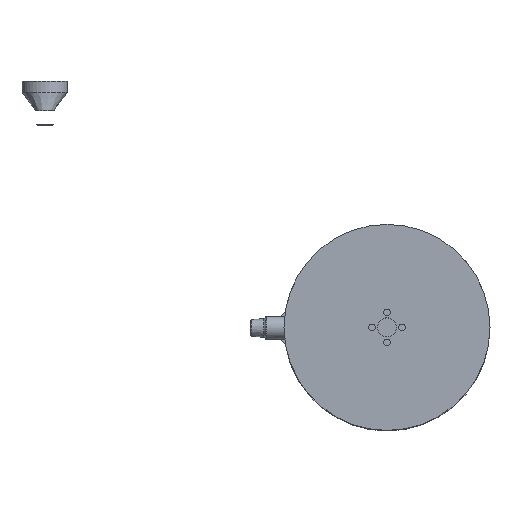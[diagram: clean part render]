
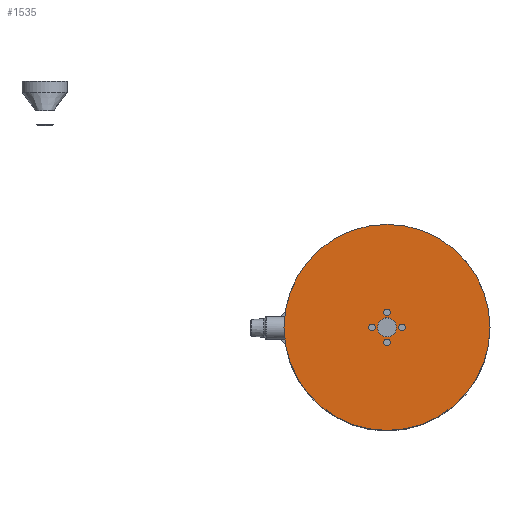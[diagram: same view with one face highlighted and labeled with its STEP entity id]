
A CAD part, top view. The second image highlights one B-rep face of the part: STEP entity #1535.
In plain terms, the highlighted face is planar.
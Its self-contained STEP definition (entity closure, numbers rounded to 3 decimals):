
#97=FACE_BOUND('',#412,.T.);
#98=FACE_BOUND('',#413,.T.);
#99=FACE_BOUND('',#414,.T.);
#100=FACE_BOUND('',#415,.T.);
#101=FACE_BOUND('',#416,.T.);
#162=CIRCLE('',#1706,5.1);
#164=CIRCLE('',#1709,1.75);
#166=CIRCLE('',#1712,1.75);
#168=CIRCLE('',#1715,1.75);
#170=CIRCLE('',#1718,1.75);
#178=CIRCLE('',#1734,55.);
#307=FACE_OUTER_BOUND('',#411,.T.);
#411=EDGE_LOOP('',(#1307));
#412=EDGE_LOOP('',(#1308));
#413=EDGE_LOOP('',(#1309));
#414=EDGE_LOOP('',(#1310));
#415=EDGE_LOOP('',(#1311));
#416=EDGE_LOOP('',(#1312));
#725=VERTEX_POINT('',#3002);
#727=VERTEX_POINT('',#3008);
#729=VERTEX_POINT('',#3014);
#731=VERTEX_POINT('',#3020);
#733=VERTEX_POINT('',#3026);
#741=VERTEX_POINT('',#3055);
#911=EDGE_CURVE('',#725,#725,#162,.T.);
#914=EDGE_CURVE('',#727,#727,#164,.T.);
#917=EDGE_CURVE('',#729,#729,#166,.T.);
#920=EDGE_CURVE('',#731,#731,#168,.T.);
#923=EDGE_CURVE('',#733,#733,#170,.T.);
#937=EDGE_CURVE('',#741,#741,#178,.T.);
#1307=ORIENTED_EDGE('',*,*,#937,.F.);
#1308=ORIENTED_EDGE('',*,*,#911,.T.);
#1309=ORIENTED_EDGE('',*,*,#914,.T.);
#1310=ORIENTED_EDGE('',*,*,#917,.T.);
#1311=ORIENTED_EDGE('',*,*,#920,.T.);
#1312=ORIENTED_EDGE('',*,*,#923,.T.);
#1457=PLANE('',#1735);
#1535=ADVANCED_FACE('',(#307,#97,#98,#99,#100,#101),#1457,.F.);
#1706=AXIS2_PLACEMENT_3D('',#3003,#2067,#2068);
#1709=AXIS2_PLACEMENT_3D('',#3009,#2074,#2075);
#1712=AXIS2_PLACEMENT_3D('',#3015,#2081,#2082);
#1715=AXIS2_PLACEMENT_3D('',#3021,#2088,#2089);
#1718=AXIS2_PLACEMENT_3D('',#3027,#2095,#2096);
#1734=AXIS2_PLACEMENT_3D('',#3057,#2133,#2134);
#1735=AXIS2_PLACEMENT_3D('',#3058,#2135,#2136);
#2067=DIRECTION('center_axis',(0.,0.,1.));
#2068=DIRECTION('ref_axis',(-1.,0.,0.));
#2074=DIRECTION('center_axis',(0.,0.,1.));
#2075=DIRECTION('ref_axis',(-1.,0.,0.));
#2081=DIRECTION('center_axis',(0.,0.,1.));
#2082=DIRECTION('ref_axis',(-1.,0.,0.));
#2088=DIRECTION('center_axis',(0.,0.,1.));
#2089=DIRECTION('ref_axis',(-1.,0.,0.));
#2095=DIRECTION('center_axis',(0.,0.,1.));
#2096=DIRECTION('ref_axis',(-1.,0.,0.));
#2133=DIRECTION('center_axis',(0.,0.,1.));
#2134=DIRECTION('ref_axis',(1.,0.,0.));
#2135=DIRECTION('center_axis',(0.,0.,1.));
#2136=DIRECTION('ref_axis',(1.,0.,0.));
#3002=CARTESIAN_POINT('',(5.1,0.,0.));
#3003=CARTESIAN_POINT('Origin',(0.,0.,0.));
#3008=CARTESIAN_POINT('',(9.75,0.,0.));
#3009=CARTESIAN_POINT('Origin',(8.,0.,0.));
#3014=CARTESIAN_POINT('',(1.75,-8.,0.));
#3015=CARTESIAN_POINT('Origin',(0.,-8.,0.));
#3020=CARTESIAN_POINT('',(1.75,8.,0.));
#3021=CARTESIAN_POINT('Origin',(0.,8.,0.));
#3026=CARTESIAN_POINT('',(-6.25,0.,0.));
#3027=CARTESIAN_POINT('Origin',(-8.,0.,0.));
#3055=CARTESIAN_POINT('',(-55.,0.,0.));
#3057=CARTESIAN_POINT('Origin',(0.,0.,0.));
#3058=CARTESIAN_POINT('Origin',(0.,0.,0.));
